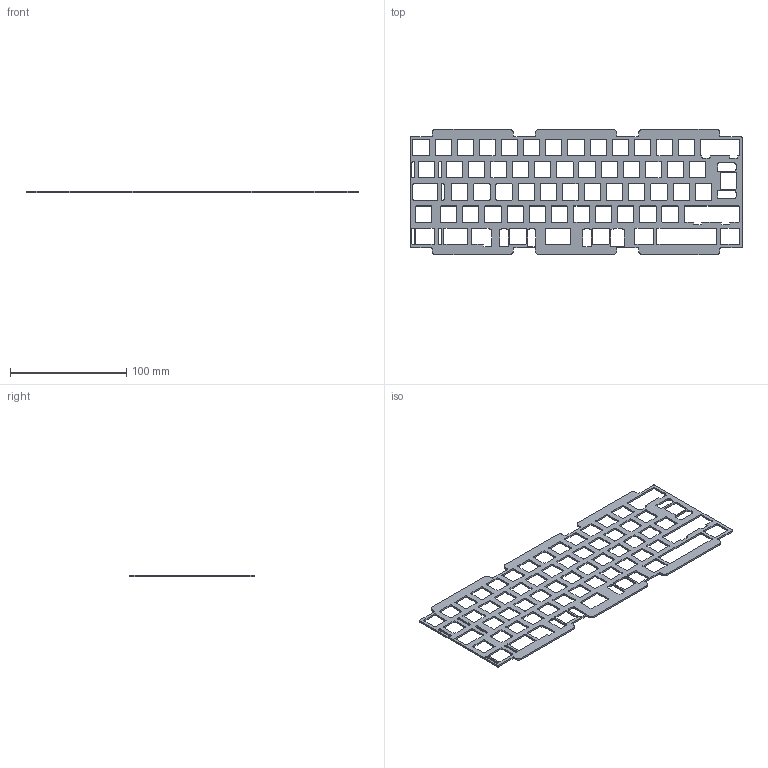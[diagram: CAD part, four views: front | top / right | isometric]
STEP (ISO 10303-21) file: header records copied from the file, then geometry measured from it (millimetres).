
FILE_DESCRIPTION (( 'STEP AP203' ), '1' );
FILE_NAME ('Plate- ISO.STEP', '2020-10-30T23:25:07', ( '' ), ( '' ), 'SwSTEP 2.0', 'SolidWorks 2020', '' );
FILE_SCHEMA (( 'CONFIG_CONTROL_DESIGN' ));
Length unit declared in the file: millimetre
Products named in the file (1): Plate- ISO
Bounding box: 285.75 x 108.25 x 1.5 mm (x, y, z)
Volume: 22457.2 mm3; surface area: 37425.3 mm2
Topology: 1 solids, 1 shells, 716 faces, 2142 edges, 1428 vertices
Faces by surface type: plane 370, cylinder 346
Entity records: 24651 total; most frequent: CARTESIAN_POINT 4287, ORIENTED_EDGE 4284, DIRECTION 4268, EDGE_CURVE 2142, VECTOR 1450, LINE 1450, VERTEX_POINT 1428, AXIS2_PLACEMENT_3D 1409
